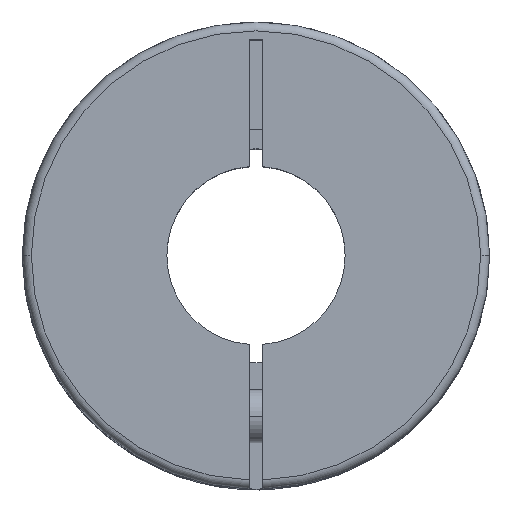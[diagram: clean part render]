
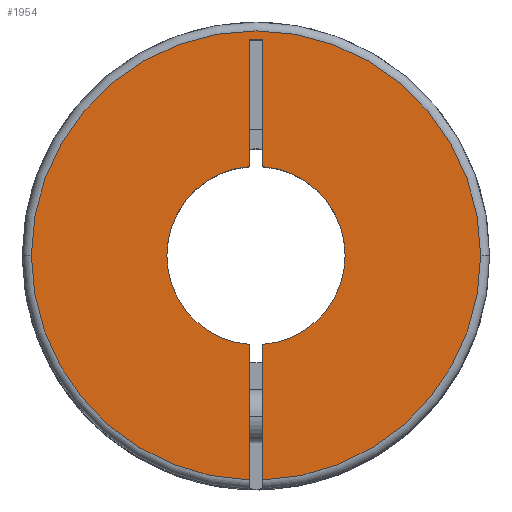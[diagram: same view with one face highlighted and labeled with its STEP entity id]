
A CAD part, top view. The second image highlights one B-rep face of the part: STEP entity #1954.
In plain terms, the highlighted planar face has unit normal (0, 0, 1).
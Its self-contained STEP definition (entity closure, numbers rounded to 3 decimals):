
#50 = DIRECTION ( 'NONE',  ( -1., 0., 0. ) ) ;
#122 = AXIS2_PLACEMENT_3D ( 'NONE', #2316, #2026, #2048 ) ;
#133 = DIRECTION ( 'NONE',  ( 0., -1., 0. ) ) ;
#221 = EDGE_CURVE ( 'NONE', #1905, #3434, #3681, .T. ) ;
#248 = AXIS2_PLACEMENT_3D ( 'NONE', #769, #3472, #2391 ) ;
#253 = CIRCLE ( 'NONE', #2117, 12.6 ) ;
#313 = CARTESIAN_POINT ( 'NONE',  ( 0.375, -13.1, 0. ) ) ;
#323 = VERTEX_POINT ( 'NONE', #3989 ) ;
#367 = ORIENTED_EDGE ( 'NONE', *, *, #1297, .T. ) ;
#480 = LINE ( 'NONE', #3735, #3242 ) ;
#534 = ORIENTED_EDGE ( 'NONE', *, *, #3301, .F. ) ;
#552 = EDGE_CURVE ( 'NONE', #2217, #1905, #1795, .T. ) ;
#672 = FACE_OUTER_BOUND ( 'NONE', #1992, .T. ) ;
#687 = DIRECTION ( 'NONE',  ( 0., 0., -1. ) ) ;
#706 = PLANE ( 'NONE',  #122 ) ;
#708 = CARTESIAN_POINT ( 'NONE',  ( -0.375, 12.1, 0. ) ) ;
#713 = CARTESIAN_POINT ( 'NONE',  ( 0.375, -12.594, 0. ) ) ;
#769 = CARTESIAN_POINT ( 'NONE',  ( 0., 0., 0. ) ) ;
#791 = VERTEX_POINT ( 'NONE', #713 ) ;
#959 = CIRCLE ( 'NONE', #2077, 5. ) ;
#1068 = VERTEX_POINT ( 'NONE', #1783 ) ;
#1113 = CARTESIAN_POINT ( 'NONE',  ( 0., 0., 0. ) ) ;
#1127 = DIRECTION ( 'NONE',  ( 0., 0., -1. ) ) ;
#1139 = ORIENTED_EDGE ( 'NONE', *, *, #3053, .T. ) ;
#1149 = DIRECTION ( 'NONE',  ( -1., 0., 0. ) ) ;
#1175 = CARTESIAN_POINT ( 'NONE',  ( -0.375, -4.986, 0. ) ) ;
#1193 = DIRECTION ( 'NONE',  ( 0., -1., 0. ) ) ;
#1287 = CARTESIAN_POINT ( 'NONE',  ( 0., 0., 0. ) ) ;
#1292 = CIRCLE ( 'NONE', #2131, 12.6 ) ;
#1297 = EDGE_CURVE ( 'NONE', #3686, #1582, #959, .T. ) ;
#1312 = CARTESIAN_POINT ( 'NONE',  ( 0.375, 4.986, 0. ) ) ;
#1465 = CARTESIAN_POINT ( 'NONE',  ( -12.6, 0., 0. ) ) ;
#1547 = VECTOR ( 'NONE', #2909, 1000. ) ;
#1574 = VERTEX_POINT ( 'NONE', #2221 ) ;
#1582 = VERTEX_POINT ( 'NONE', #3232 ) ;
#1616 = VECTOR ( 'NONE', #3019, 1000. ) ;
#1637 = EDGE_CURVE ( 'NONE', #3434, #2150, #1292, .T. ) ;
#1671 = CARTESIAN_POINT ( 'NONE',  ( 0.375, -13.1, 0. ) ) ;
#1783 = CARTESIAN_POINT ( 'NONE',  ( -0.375, 4.986, 0. ) ) ;
#1795 = LINE ( 'NONE', #4047, #4081 ) ;
#1903 = AXIS2_PLACEMENT_3D ( 'NONE', #1287, #687, #2625 ) ;
#1905 = VERTEX_POINT ( 'NONE', #3698 ) ;
#1954 = ADVANCED_FACE ( 'NONE', ( #672 ), #706, .F. ) ;
#1992 = EDGE_LOOP ( 'NONE', ( #4180, #2497, #1139, #2165, #3703, #534, #4242, #367, #2847, #2053, #3172 ) ) ;
#2020 = CARTESIAN_POINT ( 'NONE',  ( 0., 0., 0. ) ) ;
#2026 = DIRECTION ( 'NONE',  ( 0., 0., -1. ) ) ;
#2048 = DIRECTION ( 'NONE',  ( 0., -1., 0. ) ) ;
#2053 = ORIENTED_EDGE ( 'NONE', *, *, #2692, .F. ) ;
#2077 = AXIS2_PLACEMENT_3D ( 'NONE', #2020, #3990, #50 ) ;
#2117 = AXIS2_PLACEMENT_3D ( 'NONE', #2861, #2544, #2151 ) ;
#2131 = AXIS2_PLACEMENT_3D ( 'NONE', #1113, #4126, #3109 ) ;
#2150 = VERTEX_POINT ( 'NONE', #2914 ) ;
#2151 = DIRECTION ( 'NONE',  ( -1., 0., 0. ) ) ;
#2165 = ORIENTED_EDGE ( 'NONE', *, *, #3253, .T. ) ;
#2217 = VERTEX_POINT ( 'NONE', #1175 ) ;
#2221 = CARTESIAN_POINT ( 'NONE',  ( -5., 0., 0. ) ) ;
#2312 = LINE ( 'NONE', #313, #1616 ) ;
#2316 = CARTESIAN_POINT ( 'NONE',  ( 0., 0., 0. ) ) ;
#2391 = DIRECTION ( 'NONE',  ( -1., 0., 0. ) ) ;
#2463 = CIRCLE ( 'NONE', #248, 5. ) ;
#2497 = ORIENTED_EDGE ( 'NONE', *, *, #552, .F. ) ;
#2544 = DIRECTION ( 'NONE',  ( 0., 0., -1. ) ) ;
#2625 = DIRECTION ( 'NONE',  ( -1., 0., 0. ) ) ;
#2692 = EDGE_CURVE ( 'NONE', #2150, #791, #253, .T. ) ;
#2847 = ORIENTED_EDGE ( 'NONE', *, *, #3013, .F. ) ;
#2861 = CARTESIAN_POINT ( 'NONE',  ( 0., 0., 0. ) ) ;
#2909 = DIRECTION ( 'NONE',  ( -1., 0., 0. ) ) ;
#2914 = CARTESIAN_POINT ( 'NONE',  ( 12.6, 0., 0. ) ) ;
#3013 = EDGE_CURVE ( 'NONE', #791, #1582, #2312, .T. ) ;
#3019 = DIRECTION ( 'NONE',  ( 0., 1., 0. ) ) ;
#3029 = CIRCLE ( 'NONE', #1903, 5. ) ;
#3053 = EDGE_CURVE ( 'NONE', #2217, #1574, #3029, .T. ) ;
#3109 = DIRECTION ( 'NONE',  ( -1., 0., 0. ) ) ;
#3142 = VECTOR ( 'NONE', #4097, 1000. ) ;
#3172 = ORIENTED_EDGE ( 'NONE', *, *, #1637, .F. ) ;
#3232 = CARTESIAN_POINT ( 'NONE',  ( 0.375, -4.986, 0. ) ) ;
#3242 = VECTOR ( 'NONE', #1193, 1000. ) ;
#3253 = EDGE_CURVE ( 'NONE', #1574, #1068, #2463, .T. ) ;
#3258 = CARTESIAN_POINT ( 'NONE',  ( 0.375, 12.1, 0. ) ) ;
#3272 = EDGE_CURVE ( 'NONE', #3736, #1068, #480, .T. ) ;
#3301 = EDGE_CURVE ( 'NONE', #323, #3736, #4158, .T. ) ;
#3434 = VERTEX_POINT ( 'NONE', #1465 ) ;
#3437 = LINE ( 'NONE', #1671, #3142 ) ;
#3472 = DIRECTION ( 'NONE',  ( 0., 0., -1. ) ) ;
#3681 = CIRCLE ( 'NONE', #4284, 12.6 ) ;
#3686 = VERTEX_POINT ( 'NONE', #1312 ) ;
#3698 = CARTESIAN_POINT ( 'NONE',  ( -0.375, -12.594, 0. ) ) ;
#3703 = ORIENTED_EDGE ( 'NONE', *, *, #3272, .F. ) ;
#3735 = CARTESIAN_POINT ( 'NONE',  ( -0.375, 12.1, 0. ) ) ;
#3736 = VERTEX_POINT ( 'NONE', #708 ) ;
#3782 = CARTESIAN_POINT ( 'NONE',  ( 0., 0., 0. ) ) ;
#3869 = EDGE_CURVE ( 'NONE', #3686, #323, #3437, .T. ) ;
#3989 = CARTESIAN_POINT ( 'NONE',  ( 0.375, 12.1, 0. ) ) ;
#3990 = DIRECTION ( 'NONE',  ( 0., 0., -1. ) ) ;
#4047 = CARTESIAN_POINT ( 'NONE',  ( -0.375, 12.1, 0. ) ) ;
#4081 = VECTOR ( 'NONE', #133, 1000. ) ;
#4097 = DIRECTION ( 'NONE',  ( 0., 1., 0. ) ) ;
#4126 = DIRECTION ( 'NONE',  ( 0., 0., -1. ) ) ;
#4158 = LINE ( 'NONE', #3258, #1547 ) ;
#4180 = ORIENTED_EDGE ( 'NONE', *, *, #221, .F. ) ;
#4242 = ORIENTED_EDGE ( 'NONE', *, *, #3869, .F. ) ;
#4284 = AXIS2_PLACEMENT_3D ( 'NONE', #3782, #1127, #1149 ) ;
